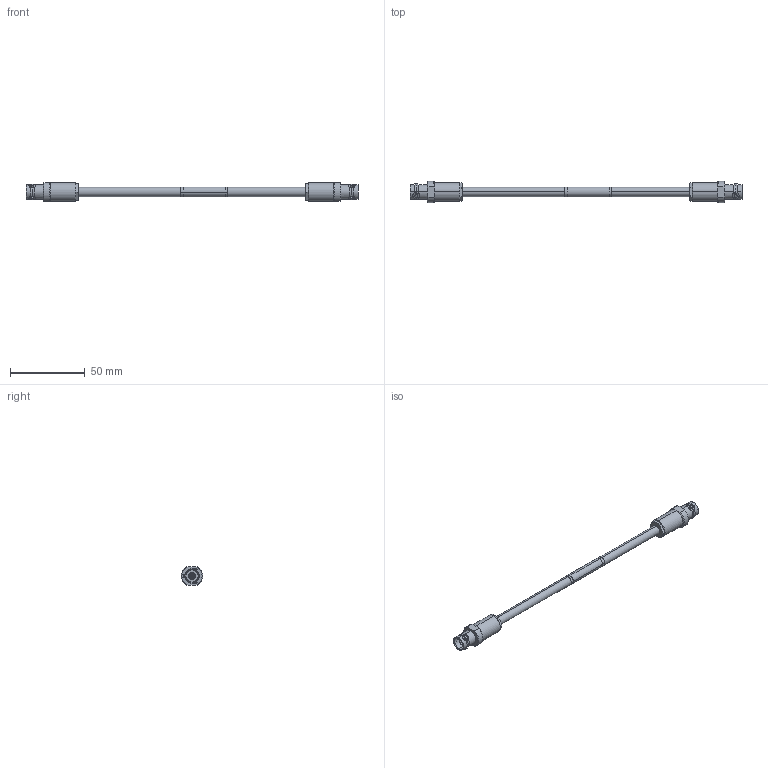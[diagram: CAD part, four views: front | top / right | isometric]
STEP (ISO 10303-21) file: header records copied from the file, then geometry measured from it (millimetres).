
FILE_DESCRIPTION (( 'STEP AP214' ), '1' );
FILE_NAME ('FM3MSA00550_3D.step', '2023-08-21T22:26:51', ( '' ), ( '' ), 'SwSTEP 2.0', 'SolidWorks 2022', '' );
FILE_SCHEMA (( 'AUTOMOTIVE_DESIGN' ));
Length unit declared in the file: inch
Products named in the file (7): Copy of 1AW01-003^FM3MSA00550_.25" x .75" long; Copy of 10-06575-XXX^FM3MSA00550; Copy of 10-06575-XXX-MA2^Copy of 10-06575-XXX_FM3MSA00550; Copy of 10-06575-XXX-MA1^Copy of 10-06575-XXX_FM3MSA00550; Copy of 10-06575-XXX-MA3^Copy of 10-06575-XXX_FM3MSA00550; FM3MSA00550_3D; Copy of 30-02001^FM3MSA00550_6"
Assembly tree (7 placements, depth 3):
  FM3MSA00550_3D
    Copy of 30-02001^FM3MSA00550_6"
    Copy of 10-06575-XXX^FM3MSA00550  x2
      Copy of 10-06575-XXX-MA1^Copy of 10-06575-XXX_FM3MSA00550
      Copy of 10-06575-XXX-MA2^Copy of 10-06575-XXX_FM3MSA00550
      Copy of 10-06575-XXX-MA3^Copy of 10-06575-XXX_FM3MSA00550
    Copy of 1AW01-003^FM3MSA00550_.25" x .75" long
Bounding box: 222.76 x 14.45 x 12.7 mm (x, y, z)
Volume: 10893.3 mm3; surface area: 10990.4 mm2
Topology: 8 solids, 9 shells, 284 faces, 654 edges, 412 vertices
Faces by surface type: cylinder 100, plane 84, cone 84, torus 16
Entity records: 5004 total; most frequent: CARTESIAN_POINT 1239, DIRECTION 724, ORIENTED_EDGE 668, EDGE_CURVE 334, AXIS2_PLACEMENT_3D 307, VERTEX_POINT 212, EDGE_LOOP 166, FACE_OUTER_BOUND 148
